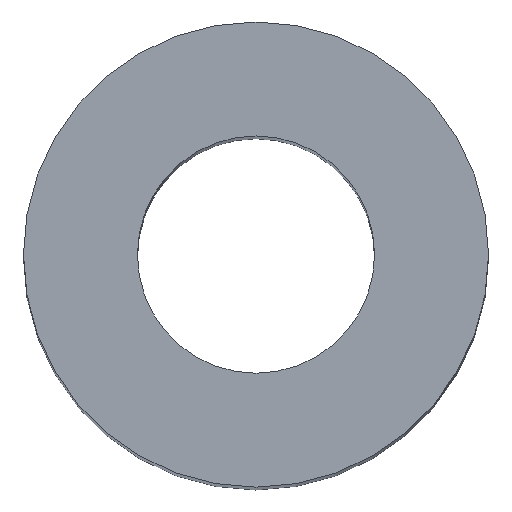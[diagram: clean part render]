
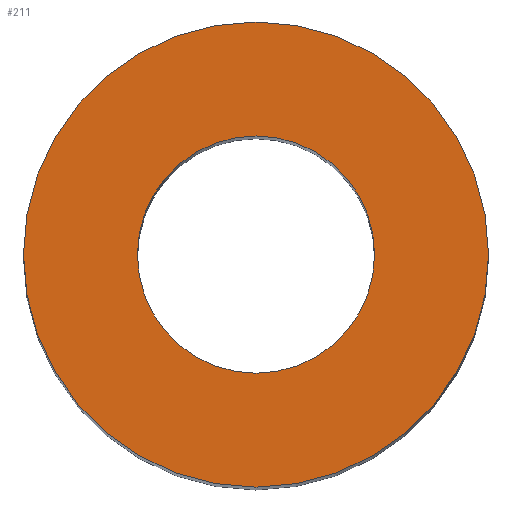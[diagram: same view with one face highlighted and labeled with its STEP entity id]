
A CAD part, top view. The second image highlights one B-rep face of the part: STEP entity #211.
In plain terms, the highlighted planar face has unit normal (0, 0, 1).
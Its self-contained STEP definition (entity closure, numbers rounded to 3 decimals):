
#7 = CARTESIAN_POINT ( 'NONE',  ( 0., 0., 35. ) ) ;
#9 = AXIS2_PLACEMENT_3D ( 'NONE', #82, #126, #118 ) ;
#10 = DIRECTION ( 'NONE',  ( 1., 0., 0. ) ) ;
#11 = CARTESIAN_POINT ( 'NONE',  ( 0., 0., 35. ) ) ;
#12 = EDGE_LOOP ( 'NONE', ( #89, #86 ) ) ;
#24 = CIRCLE ( 'NONE', #151, 2.55 ) ;
#26 = FACE_OUTER_BOUND ( 'NONE', #12, .T. ) ;
#27 = CARTESIAN_POINT ( 'NONE',  ( 0., 0., 35. ) ) ;
#30 = VERTEX_POINT ( 'NONE', #222 ) ;
#54 = AXIS2_PLACEMENT_3D ( 'NONE', #27, #180, #10 ) ;
#58 = EDGE_CURVE ( 'NONE', #109, #193, #129, .T. ) ;
#60 = DIRECTION ( 'NONE',  ( 0., 0., 1. ) ) ;
#64 = CARTESIAN_POINT ( 'NONE',  ( 2.55, 0., 35. ) ) ;
#67 = ORIENTED_EDGE ( 'NONE', *, *, #58, .F. ) ;
#68 = AXIS2_PLACEMENT_3D ( 'NONE', #142, #164, #77 ) ;
#76 = CIRCLE ( 'NONE', #68, 5. ) ;
#77 = DIRECTION ( 'NONE',  ( 1., 0., 0. ) ) ;
#78 = CARTESIAN_POINT ( 'NONE',  ( -5., 0., 35. ) ) ;
#82 = CARTESIAN_POINT ( 'NONE',  ( 0., 0., 35. ) ) ;
#86 = ORIENTED_EDGE ( 'NONE', *, *, #157, .T. ) ;
#89 = ORIENTED_EDGE ( 'NONE', *, *, #91, .T. ) ;
#91 = EDGE_CURVE ( 'NONE', #143, #30, #114, .T. ) ;
#109 = VERTEX_POINT ( 'NONE', #160 ) ;
#114 = CIRCLE ( 'NONE', #9, 5. ) ;
#118 = DIRECTION ( 'NONE',  ( 1., 0., 0. ) ) ;
#123 = FACE_BOUND ( 'NONE', #124, .T. ) ;
#124 = EDGE_LOOP ( 'NONE', ( #67, #200 ) ) ;
#126 = DIRECTION ( 'NONE',  ( 0., 0., 1. ) ) ;
#129 = CIRCLE ( 'NONE', #54, 2.55 ) ;
#133 = AXIS2_PLACEMENT_3D ( 'NONE', #11, #60, #179 ) ;
#140 = DIRECTION ( 'NONE',  ( 0., 0., 1. ) ) ;
#142 = CARTESIAN_POINT ( 'NONE',  ( 0., 0., 35. ) ) ;
#143 = VERTEX_POINT ( 'NONE', #78 ) ;
#151 = AXIS2_PLACEMENT_3D ( 'NONE', #7, #140, #216 ) ;
#157 = EDGE_CURVE ( 'NONE', #30, #143, #76, .T. ) ;
#160 = CARTESIAN_POINT ( 'NONE',  ( -2.55, 0., 35. ) ) ;
#164 = DIRECTION ( 'NONE',  ( 0., 0., 1. ) ) ;
#179 = DIRECTION ( 'NONE',  ( 1., 0., 0. ) ) ;
#180 = DIRECTION ( 'NONE',  ( 0., 0., 1. ) ) ;
#193 = VERTEX_POINT ( 'NONE', #64 ) ;
#200 = ORIENTED_EDGE ( 'NONE', *, *, #239, .F. ) ;
#211 = ADVANCED_FACE ( 'NONE', ( #26, #123 ), #236, .T. ) ;
#216 = DIRECTION ( 'NONE',  ( 1., 0., 0. ) ) ;
#222 = CARTESIAN_POINT ( 'NONE',  ( 5., 0., 35. ) ) ;
#236 = PLANE ( 'NONE',  #133 ) ;
#239 = EDGE_CURVE ( 'NONE', #193, #109, #24, .T. ) ;
